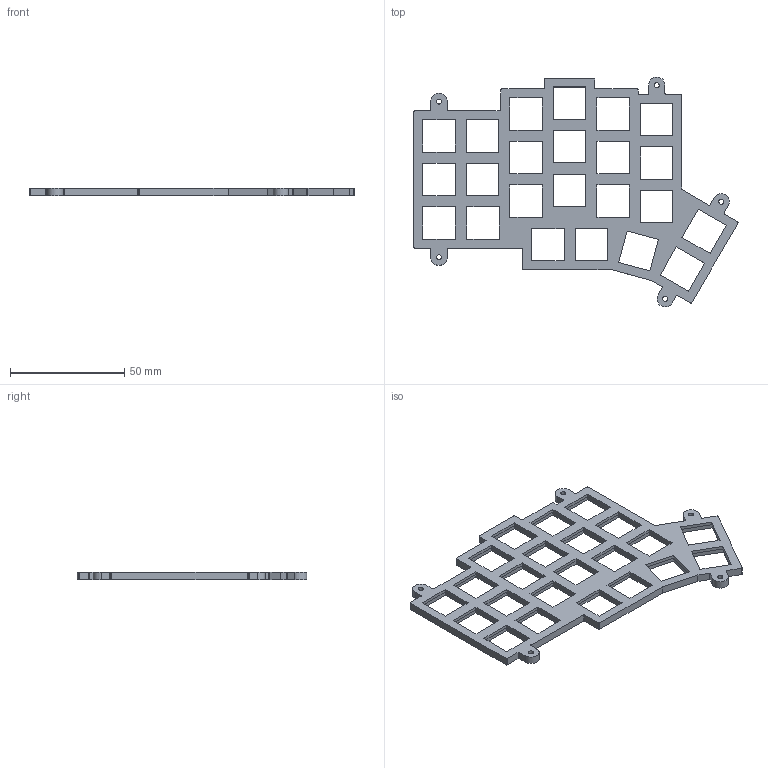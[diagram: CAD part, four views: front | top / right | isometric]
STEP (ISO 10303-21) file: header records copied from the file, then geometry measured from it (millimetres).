
FILE_DESCRIPTION(/* description */ (''),/* implementation_level */ '2;1');
FILE_NAME(/* name */ 'VOID Ergo S - plate_left.step',/* time_stamp */ '2022-08-17T11:42:38+03:00',/* author */ (''),/* organization */ (''),/* preprocessor_version */ 'ST-DEVELOPER v19',/* originating_system */ 'Autodesk Translation Framework v11.7.0.108',/* authorisation */ '');
FILE_SCHEMA (('AUTOMOTIVE_DESIGN { 1 0 10303 214 3 1 1 }'));
Length unit declared in the file: millimetre
Products named in the file (1): VOID Ergo Split Slim
Bounding box: 141.85 x 100.59 x 3.4 mm (x, y, z)
Volume: 15753.3 mm3; surface area: 16306.4 mm2
Topology: 1 solids, 1 shells, 280 faces, 765 edges, 510 vertices
Faces by surface type: plane 244, cylinder 36
Full cylindrical faces by diameter (mm): 2.2 x5
Entity records: 8896 total; most frequent: CARTESIAN_POINT 1556, ORIENTED_EDGE 1530, DIRECTION 1399, EDGE_CURVE 765, LINE 693, VECTOR 693, VERTEX_POINT 510, EDGE_LOOP 359
